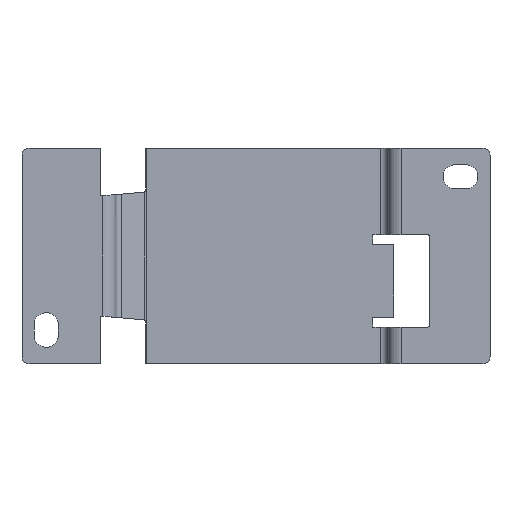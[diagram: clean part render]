
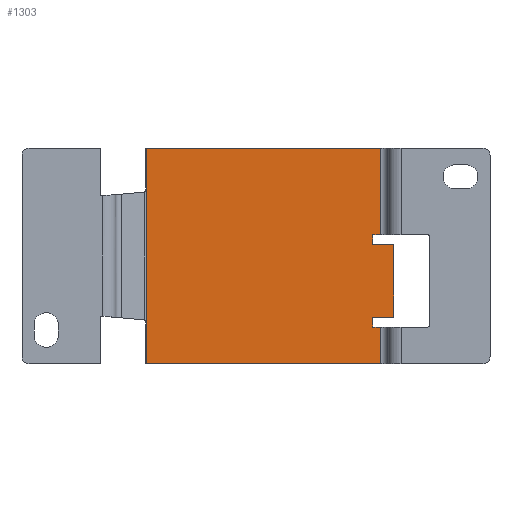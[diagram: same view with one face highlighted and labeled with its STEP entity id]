
A CAD part, left-side view. The second image highlights one B-rep face of the part: STEP entity #1303.
In plain terms, the highlighted planar face has unit normal (-1, 0, 0).
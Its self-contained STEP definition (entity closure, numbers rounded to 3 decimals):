
#103=LINE('',#1997,#237);
#126=LINE('',#2087,#260);
#134=LINE('',#2111,#268);
#141=LINE('',#2126,#275);
#142=LINE('',#2128,#276);
#143=LINE('',#2130,#277);
#144=LINE('',#2131,#278);
#145=LINE('',#2133,#279);
#146=LINE('',#2135,#280);
#147=LINE('',#2137,#281);
#148=LINE('',#2139,#282);
#149=LINE('',#2141,#283);
#237=VECTOR('',#1574,1000.);
#260=VECTOR('',#1639,1000.);
#268=VECTOR('',#1659,1000.);
#275=VECTOR('',#1670,1000.);
#276=VECTOR('',#1673,1000.);
#277=VECTOR('',#1674,1000.);
#278=VECTOR('',#1675,1000.);
#279=VECTOR('',#1676,1000.);
#280=VECTOR('',#1677,1000.);
#281=VECTOR('',#1678,1000.);
#282=VECTOR('',#1679,1000.);
#283=VECTOR('',#1680,1000.);
#472=ORIENTED_EDGE('',*,*,#850,.F.);
#473=ORIENTED_EDGE('',*,*,#851,.F.);
#474=ORIENTED_EDGE('',*,*,#829,.F.);
#475=ORIENTED_EDGE('',*,*,#789,.T.);
#476=ORIENTED_EDGE('',*,*,#841,.T.);
#477=ORIENTED_EDGE('',*,*,#852,.F.);
#478=ORIENTED_EDGE('',*,*,#853,.F.);
#479=ORIENTED_EDGE('',*,*,#854,.F.);
#480=ORIENTED_EDGE('',*,*,#855,.F.);
#481=ORIENTED_EDGE('',*,*,#856,.F.);
#482=ORIENTED_EDGE('',*,*,#857,.F.);
#483=ORIENTED_EDGE('',*,*,#849,.F.);
#789=EDGE_CURVE('',#976,#983,#103,.T.);
#829=EDGE_CURVE('',#976,#1014,#126,.T.);
#841=EDGE_CURVE('',#983,#1023,#134,.T.);
#849=EDGE_CURVE('',#1029,#1026,#141,.T.);
#850=EDGE_CURVE('',#1030,#1029,#142,.T.);
#851=EDGE_CURVE('',#1014,#1030,#143,.T.);
#852=EDGE_CURVE('',#1031,#1023,#144,.T.);
#853=EDGE_CURVE('',#1032,#1031,#145,.T.);
#854=EDGE_CURVE('',#1033,#1032,#146,.T.);
#855=EDGE_CURVE('',#1034,#1033,#147,.T.);
#856=EDGE_CURVE('',#1035,#1034,#148,.T.);
#857=EDGE_CURVE('',#1026,#1035,#149,.T.);
#976=VERTEX_POINT('',#1977);
#983=VERTEX_POINT('',#1996);
#1014=VERTEX_POINT('',#2088);
#1023=VERTEX_POINT('',#2110);
#1026=VERTEX_POINT('',#2120);
#1029=VERTEX_POINT('',#2125);
#1030=VERTEX_POINT('',#2129);
#1031=VERTEX_POINT('',#2132);
#1032=VERTEX_POINT('',#2134);
#1033=VERTEX_POINT('',#2136);
#1034=VERTEX_POINT('',#2138);
#1035=VERTEX_POINT('',#2140);
#1127=EDGE_LOOP('',(#472,#473,#474,#475,#476,#477,#478,#479,#480,#481,#482,
#483));
#1197=FACE_BOUND('',#1127,.T.);
#1259=PLANE('',#1418);
#1303=ADVANCED_FACE('',(#1197),#1259,.F.);
#1418=AXIS2_PLACEMENT_3D('',#2127,#1671,#1672);
#1574=DIRECTION('',(0.,0.,-1.));
#1639=DIRECTION('',(0.,-1.,0.));
#1659=DIRECTION('',(0.,-1.,0.));
#1670=DIRECTION('',(0.,0.,-1.));
#1671=DIRECTION('',(1.,0.,0.));
#1672=DIRECTION('',(0.,0.,-1.));
#1673=DIRECTION('',(0.,1.,0.));
#1674=DIRECTION('',(0.,0.,-1.));
#1675=DIRECTION('',(0.,0.,-1.));
#1676=DIRECTION('',(0.,-1.,0.));
#1677=DIRECTION('',(0.,0.,-1.));
#1678=DIRECTION('',(0.,1.,0.));
#1679=DIRECTION('',(0.,0.,-1.));
#1680=DIRECTION('',(0.,-1.,0.));
#1977=CARTESIAN_POINT('',(6.62,48.336,15.15));
#1996=CARTESIAN_POINT('',(6.62,48.336,-15.15));
#1997=CARTESIAN_POINT('',(6.62,48.336,15.15));
#2087=CARTESIAN_POINT('',(6.62,48.336,15.15));
#2088=CARTESIAN_POINT('',(6.62,15.38,15.15));
#2110=CARTESIAN_POINT('',(6.62,15.38,-15.15));
#2111=CARTESIAN_POINT('',(6.62,48.336,-15.15));
#2120=CARTESIAN_POINT('',(6.62,16.5,1.6));
#2125=CARTESIAN_POINT('',(6.62,16.5,3.));
#2126=CARTESIAN_POINT('',(6.62,16.5,15.15));
#2127=CARTESIAN_POINT('',(6.62,48.336,15.15));
#2128=CARTESIAN_POINT('',(6.62,48.336,3.));
#2129=CARTESIAN_POINT('',(6.62,15.38,3.));
#2130=CARTESIAN_POINT('',(6.62,15.38,15.15));
#2131=CARTESIAN_POINT('',(6.62,15.38,15.15));
#2132=CARTESIAN_POINT('',(6.62,15.38,-10.));
#2133=CARTESIAN_POINT('',(6.62,48.336,-10.));
#2134=CARTESIAN_POINT('',(6.62,16.5,-10.));
#2135=CARTESIAN_POINT('',(6.62,16.5,15.15));
#2136=CARTESIAN_POINT('',(6.62,16.5,-8.6));
#2137=CARTESIAN_POINT('',(6.62,13.5,-8.6));
#2138=CARTESIAN_POINT('',(6.62,13.5,-8.6));
#2139=CARTESIAN_POINT('',(6.62,13.5,1.6));
#2140=CARTESIAN_POINT('',(6.62,13.5,1.6));
#2141=CARTESIAN_POINT('',(6.62,16.5,1.6));
